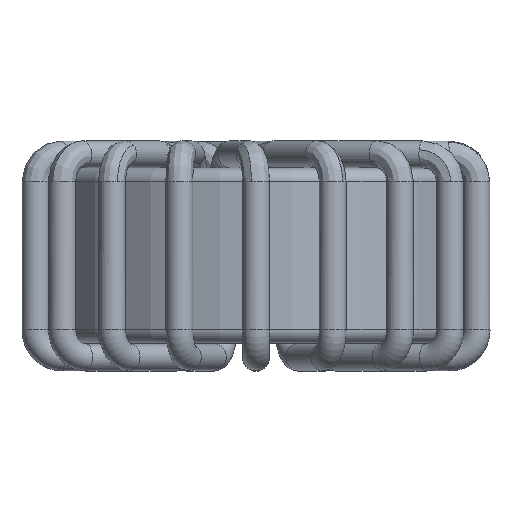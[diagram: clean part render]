
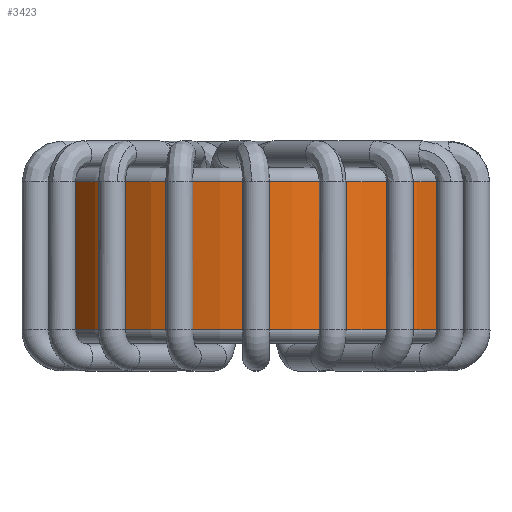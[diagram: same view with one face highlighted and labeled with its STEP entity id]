
A CAD part, top view. The second image highlights one B-rep face of the part: STEP entity #3423.
In plain terms, the highlighted cylindrical face has radius 7.8 mm (diameter 15.6 mm), a full revolution.
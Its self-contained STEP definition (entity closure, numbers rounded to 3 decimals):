
#350=LINE('',#5305,#424);
#424=VECTOR('',#4183,7.8);
#498=CYLINDRICAL_SURFACE('',#3638,7.8);
#575=FACE_OUTER_BOUND('',#766,.T.);
#766=EDGE_LOOP('',(#2291,#2292,#2293,#2294));
#964=CIRCLE('',#3635,7.8);
#967=CIRCLE('',#3639,7.8);
#1368=VERTEX_POINT('',#5297);
#1370=VERTEX_POINT('',#5303);
#1735=EDGE_CURVE('',#1368,#1368,#964,.T.);
#1738=EDGE_CURVE('',#1370,#1370,#967,.F.);
#1739=EDGE_CURVE('',#1370,#1368,#350,.T.);
#2291=ORIENTED_EDGE('',*,*,#1738,.T.);
#2292=ORIENTED_EDGE('',*,*,#1739,.T.);
#2293=ORIENTED_EDGE('',*,*,#1735,.T.);
#2294=ORIENTED_EDGE('',*,*,#1739,.F.);
#3423=ADVANCED_FACE('',(#575),#498,.T.);
#3635=AXIS2_PLACEMENT_3D('',#5298,#4173,#4174);
#3638=AXIS2_PLACEMENT_3D('',#5302,#4179,#4180);
#3639=AXIS2_PLACEMENT_3D('',#5304,#4181,#4182);
#4173=DIRECTION('center_axis',(0.,1.,0.));
#4174=DIRECTION('ref_axis',(0.,0.,1.));
#4179=DIRECTION('center_axis',(0.,1.,0.));
#4180=DIRECTION('ref_axis',(0.,0.,1.));
#4181=DIRECTION('center_axis',(0.,1.,0.));
#4182=DIRECTION('ref_axis',(0.,0.,1.));
#4183=DIRECTION('',(0.,-1.,0.));
#5297=CARTESIAN_POINT('',(0.,-2.75,-7.8));
#5298=CARTESIAN_POINT('Origin',(0.,-2.75,0.));
#5302=CARTESIAN_POINT('Origin',(0.,-3.25,0.));
#5303=CARTESIAN_POINT('',(0.,2.75,-7.8));
#5304=CARTESIAN_POINT('Origin',(0.,2.75,0.));
#5305=CARTESIAN_POINT('',(0.,-3.25,-7.8));
